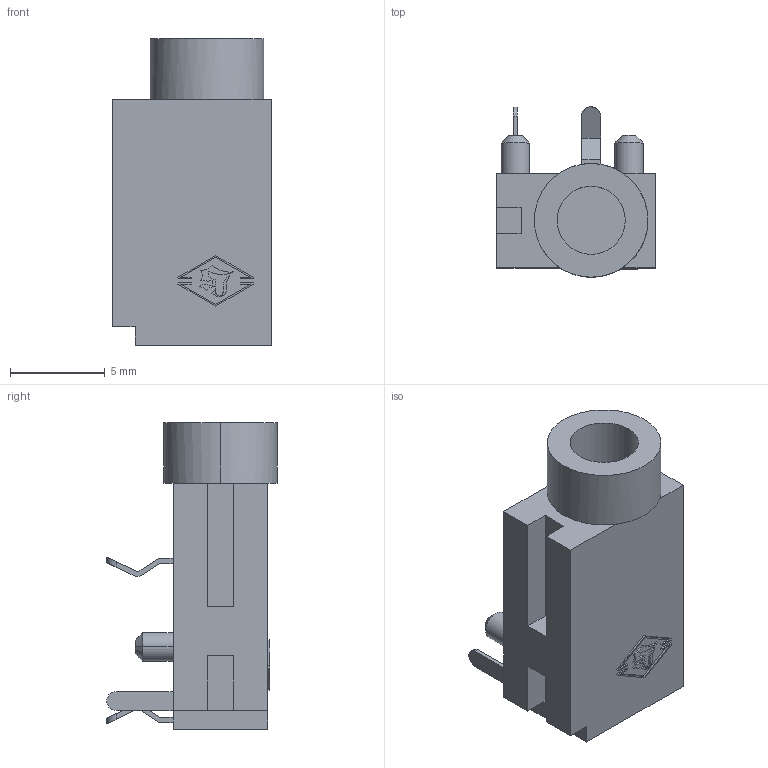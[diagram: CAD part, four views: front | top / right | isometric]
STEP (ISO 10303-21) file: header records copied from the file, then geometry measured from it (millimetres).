
FILE_DESCRIPTION((''),'2;1');
FILE_NAME('LJE0357','2013-04-24T',('engineer03'),(''),'PRO/ENGINEER BY PARAMETRIC TECHNOLOGY CORPORATION, 2009280','PRO/ENGINEER BY PARAMETRIC TECHNOLOGY CORPORATION, 2009280','');
FILE_SCHEMA(('CONFIG_CONTROL_DESIGN'));
Length unit declared in the file: millimetre
Products named in the file (1): LJE0357
Bounding box: 8.4 x 9 x 16.2 mm (x, y, z)
Volume: 590.1 mm3; surface area: 602.5 mm2
Topology: 1 solids, 1 shells, 112 faces, 293 edges, 192 vertices
Faces by surface type: plane 77, cylinder 31, cone 4
Entity records: 3499 total; most frequent: CARTESIAN_POINT 643, ORIENTED_EDGE 586, DIRECTION 579, EDGE_CURVE 293, VECTOR 223, LINE 223, VERTEX_POINT 192, AXIS2_PLACEMENT_3D 178
